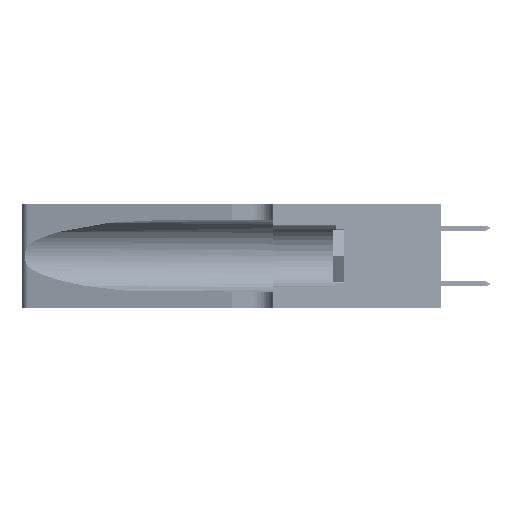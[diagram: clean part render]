
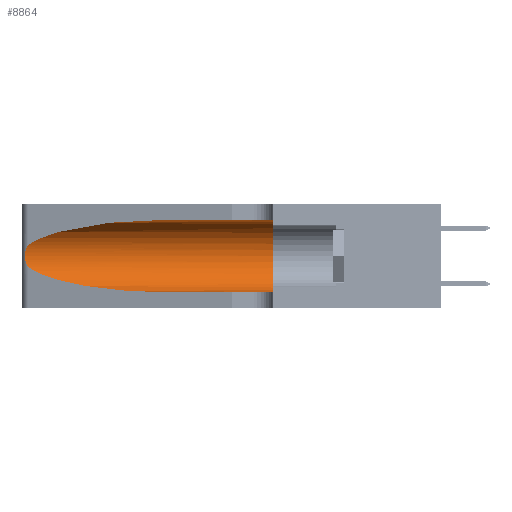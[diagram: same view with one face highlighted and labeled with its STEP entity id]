
A CAD part, left-side view. The second image highlights one B-rep face of the part: STEP entity #8864.
In plain terms, the highlighted cylindrical face has radius 3.308 mm (diameter 6.617 mm), a partial arc.
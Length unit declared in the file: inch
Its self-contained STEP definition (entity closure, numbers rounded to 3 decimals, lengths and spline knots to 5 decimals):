
#758 = EDGE_CURVE ( 'NONE', #25684, #40797, #16440, .T. ) ;
#2582 = CARTESIAN_POINT ( 'NONE',  ( 0.25787, 1.23484, 0.2124 ) ) ;
#5677 = CARTESIAN_POINT ( 'NONE',  ( 0.1305, 0.72297, 0.31525 ) ) ;
#6423 = CARTESIAN_POINT ( 'NONE',  ( 0.26018, 1.23835, 0.19895 ) ) ;
#7982 = ORIENTED_EDGE ( 'NONE', *, *, #27086, .T. ) ;
#8320 = CARTESIAN_POINT ( 'NONE',  ( 0.1305, 1.61858, 0.31525 ) ) ;
#8723 = VERTEX_POINT ( 'NONE', #15855 ) ;
#8864 = ADVANCED_FACE ( 'NONE', ( #46393 ), #26370, .F. ) ;
#9189 = DIRECTION ( 'NONE',  ( 0., -1., 0. ) ) ;
#9194 = VECTOR ( 'NONE', #34723, 39.37008 ) ;
#9646 = CARTESIAN_POINT ( 'NONE',  ( 0.18966, 0.96281, 0.05475 ) ) ;
#10207 = CARTESIAN_POINT ( 'NONE',  ( 0.26075, 1.23896, 0.178 ) ) ;
#10285 = CIRCLE ( 'NONE', #46050, 0.13025 ) ;
#13186 = CARTESIAN_POINT ( 'NONE',  ( 0.1305, 0.35, 0.05475 ) ) ;
#14003 = CARTESIAN_POINT ( 'NONE',  ( 0.25856, 1.23593, 0.16098 ) ) ;
#14925 = EDGE_CURVE ( 'NONE', #25666, #25684, #21579, .T. ) ;
#15855 = CARTESIAN_POINT ( 'NONE',  ( 0.1305, 0.35, 0.31525 ) ) ;
#15995 = CARTESIAN_POINT ( 'NONE',  ( 0.1305, 0.35, 0.185 ) ) ;
#16440 =( BOUNDED_CURVE ( )  B_SPLINE_CURVE ( 3, ( #36052, #39692, #9646, #39856 ),
 .UNSPECIFIED., .F., .F. ) 
 B_SPLINE_CURVE_WITH_KNOTS ( ( 4, 4 ),
 ( 3.44316, 4.71239 ),
 .UNSPECIFIED. ) 
 CURVE ( )  GEOMETRIC_REPRESENTATION_ITEM ( )  RATIONAL_B_SPLINE_CURVE ( ( 1., 0.87, 0.87, 1. ) ) 
 REPRESENTATION_ITEM ( '' )  );
#16622 = EDGE_LOOP ( 'NONE', ( #41488, #48292, #24215, #7982, #18929, #18705 ) ) ;
#17682 = CARTESIAN_POINT ( 'NONE',  ( 0.25487, 1.22718, 0.22369 ) ) ;
#17850 = CARTESIAN_POINT ( 'NONE',  ( 0.25639, 1.23186, 0.15144 ) ) ;
#18705 = ORIENTED_EDGE ( 'NONE', *, *, #24882, .F. ) ;
#18929 = ORIENTED_EDGE ( 'NONE', *, *, #20229, .F. ) ;
#19809 = DIRECTION ( 'NONE',  ( 0., 0., 1. ) ) ;
#20229 = EDGE_CURVE ( 'NONE', #8723, #36940, #10285, .T. ) ;
#20342 = VERTEX_POINT ( 'NONE', #24421 ) ;
#20887 = CARTESIAN_POINT ( 'NONE',  ( 0.2373, 1.15595, 0.28018 ) ) ;
#21328 = CARTESIAN_POINT ( 'NONE',  ( 0.25487, 1.22718, 0.14631 ) ) ;
#21579 = B_SPLINE_CURVE_WITH_KNOTS ( 'NONE', 3,
 ( #17682, #40252, #25282, #2582, #29042, #6423, #32813, #10207, #36608, #14003, #40399, #17850, #44151, #21630 ),
 .UNSPECIFIED., .F., .F.,
 ( 4, 2, 2, 2, 2, 2, 4 ),
 ( 0., 0.00027, 0.00053, 0.00107, 0.0016, 0.00187, 0.00214 ),
 .UNSPECIFIED. ) ;
#21630 = CARTESIAN_POINT ( 'NONE',  ( 0.25487, 1.22718, 0.14631 ) ) ;
#23355 = CARTESIAN_POINT ( 'NONE',  ( 0.1305, 1.61858, 0.05475 ) ) ;
#24215 = ORIENTED_EDGE ( 'NONE', *, *, #758, .T. ) ;
#24304 = DIRECTION ( 'NONE',  ( 0., 0., -1. ) ) ;
#24421 = CARTESIAN_POINT ( 'NONE',  ( 0.1305, 0.72297, 0.31525 ) ) ;
#24882 = EDGE_CURVE ( 'NONE', #20342, #8723, #30491, .T. ) ;
#25282 = CARTESIAN_POINT ( 'NONE',  ( 0.25639, 1.23184, 0.21858 ) ) ;
#25666 = VERTEX_POINT ( 'NONE', #43694 ) ;
#25684 = VERTEX_POINT ( 'NONE', #21328 ) ;
#26370 = CYLINDRICAL_SURFACE ( 'NONE', #32216, 0.13025 ) ;
#26750 = CARTESIAN_POINT ( 'NONE',  ( 0.1305, 0.72297, 0.05475 ) ) ;
#27086 = EDGE_CURVE ( 'NONE', #40797, #36940, #42273, .T. ) ;
#29042 = CARTESIAN_POINT ( 'NONE',  ( 0.25854, 1.2359, 0.20912 ) ) ;
#30491 = LINE ( 'NONE', #8320, #9194 ) ;
#32216 = AXIS2_PLACEMENT_3D ( 'NONE', #35614, #9189, #24304 ) ;
#32813 = CARTESIAN_POINT ( 'NONE',  ( 0.26075, 1.23896, 0.19203 ) ) ;
#34681 = DIRECTION ( 'NONE',  ( 0., -1., 0. ) ) ;
#34723 = DIRECTION ( 'NONE',  ( 0., -1., 0. ) ) ;
#35614 = CARTESIAN_POINT ( 'NONE',  ( 0.1305, 1.61858, 0.185 ) ) ;
#35701 = CARTESIAN_POINT ( 'NONE',  ( 0.18966, 0.96281, 0.31525 ) ) ;
#36052 = CARTESIAN_POINT ( 'NONE',  ( 0.25487, 1.22718, 0.14631 ) ) ;
#36608 = CARTESIAN_POINT ( 'NONE',  ( 0.26017, 1.23833, 0.17102 ) ) ;
#36940 = VERTEX_POINT ( 'NONE', #13186 ) ;
#38272 = EDGE_CURVE ( 'NONE', #20342, #25666, #40594, .T. ) ;
#39692 = CARTESIAN_POINT ( 'NONE',  ( 0.2373, 1.15595, 0.08982 ) ) ;
#39856 = CARTESIAN_POINT ( 'NONE',  ( 0.1305, 0.72297, 0.05475 ) ) ;
#40252 = CARTESIAN_POINT ( 'NONE',  ( 0.25555, 1.22994, 0.2215 ) ) ;
#40399 = CARTESIAN_POINT ( 'NONE',  ( 0.25789, 1.23486, 0.15765 ) ) ;
#40594 =( BOUNDED_CURVE ( )  B_SPLINE_CURVE ( 3, ( #5677, #35701, #20887, #47213 ),
 .UNSPECIFIED., .F., .F. ) 
 B_SPLINE_CURVE_WITH_KNOTS ( ( 4, 4 ),
 ( 1.5708, 2.84003 ),
 .UNSPECIFIED. ) 
 CURVE ( )  GEOMETRIC_REPRESENTATION_ITEM ( )  RATIONAL_B_SPLINE_CURVE ( ( 1., 0.87, 0.87, 1. ) ) 
 REPRESENTATION_ITEM ( '' )  );
#40797 = VERTEX_POINT ( 'NONE', #26750 ) ;
#41094 = VECTOR ( 'NONE', #34681, 39.37008 ) ;
#41488 = ORIENTED_EDGE ( 'NONE', *, *, #38272, .T. ) ;
#42273 = LINE ( 'NONE', #23355, #41094 ) ;
#42350 = DIRECTION ( 'NONE',  ( 0., 1., 0. ) ) ;
#43694 = CARTESIAN_POINT ( 'NONE',  ( 0.25487, 1.22718, 0.22369 ) ) ;
#44151 = CARTESIAN_POINT ( 'NONE',  ( 0.25555, 1.22993, 0.14849 ) ) ;
#46050 = AXIS2_PLACEMENT_3D ( 'NONE', #15995, #42350, #19809 ) ;
#46393 = FACE_OUTER_BOUND ( 'NONE', #16622, .T. ) ;
#47213 = CARTESIAN_POINT ( 'NONE',  ( 0.25487, 1.22718, 0.22369 ) ) ;
#48292 = ORIENTED_EDGE ( 'NONE', *, *, #14925, .T. ) ;
